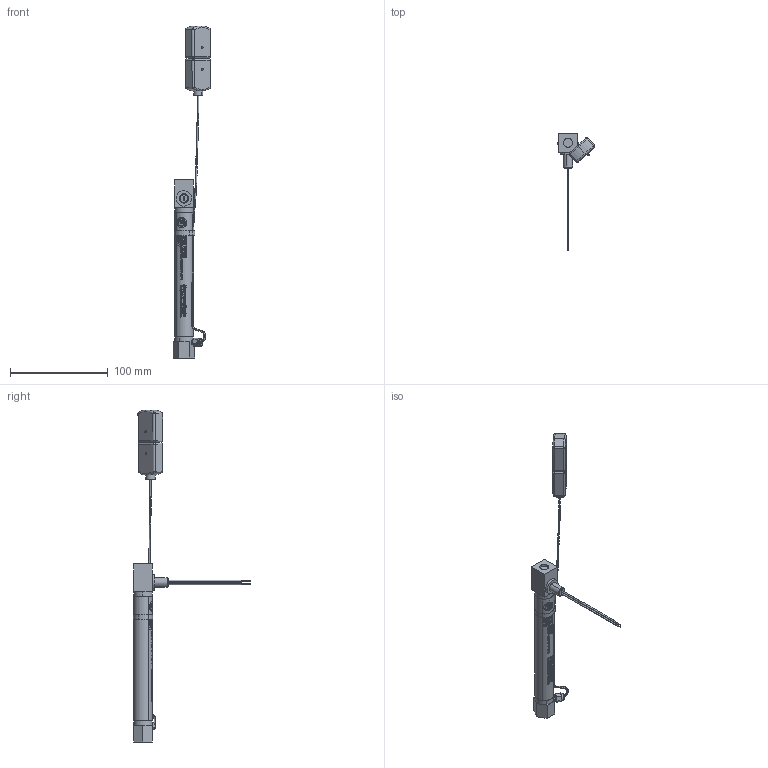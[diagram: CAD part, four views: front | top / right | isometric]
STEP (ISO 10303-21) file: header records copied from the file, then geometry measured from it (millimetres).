
FILE_DESCRIPTION (( 'STEP AP203' ), '1' );
FILE_NAME ('HT075 1-8F 1-4F TF1 SEP2017 203.STEP', '2017-09-01T18:37:41', ( '' ), ( '' ), 'SwSTEP 2.0', 'SolidWorks 2017', '' );
FILE_SCHEMA (( 'CONFIG_CONTROL_DESIGN' ));
Products named in the file (1): HT075 1-8F 1-4F TF1 SEP2017 203
Bounding box: 38.56 x 120.35 x 340.19 mm (x, y, z)
Surface area: 35788.7 mm2 (no closed solid volume)
Topology: 0 solids, 94 shells, 1531 faces, 3966 edges, 2606 vertices
Faces by surface type: plane 657, bspline 436, cylinder 408, cone 26, torus 4
Entity records: 52334 total; most frequent: CARTESIAN_POINT 18645, ORIENTED_EDGE 7898, DIRECTION 5566, EDGE_CURVE 3950, VERTEX_POINT 2608, AXIS2_PLACEMENT_3D 1861, LINE 1844, VECTOR 1844
